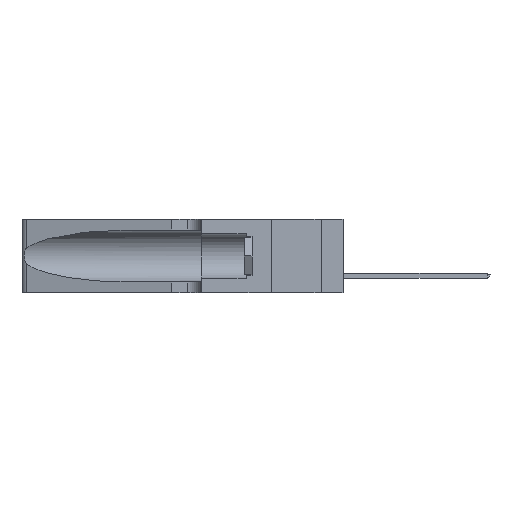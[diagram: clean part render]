
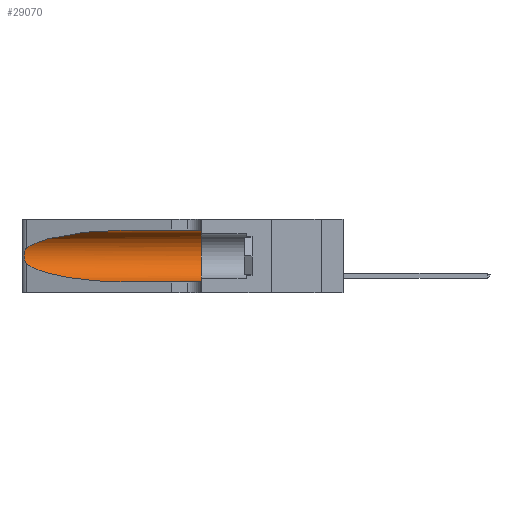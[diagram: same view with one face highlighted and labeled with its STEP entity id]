
A CAD part, left-side view. The second image highlights one B-rep face of the part: STEP entity #29070.
In plain terms, the highlighted cylindrical face has radius 3.308 mm (diameter 6.617 mm), a partial arc.
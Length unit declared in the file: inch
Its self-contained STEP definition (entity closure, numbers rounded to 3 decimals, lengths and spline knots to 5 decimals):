
#450 = VERTEX_POINT ( 'NONE', #6176 ) ;
#2219 = CARTESIAN_POINT ( 'NONE',  ( 0.25487, 1.22718, 0.22369 ) ) ;
#2616 =( BOUNDED_CURVE ( )  B_SPLINE_CURVE ( 3, ( #25995, #43228, #27268, #35454 ),
 .UNSPECIFIED., .F., .T. ) 
 B_SPLINE_CURVE_WITH_KNOTS ( ( 4, 4 ),
 ( 3.44316, 4.71239 ),
 .UNSPECIFIED. ) 
 CURVE ( )  GEOMETRIC_REPRESENTATION_ITEM ( )  RATIONAL_B_SPLINE_CURVE ( ( 1., 0.87, 0.87, 1. ) ) 
 REPRESENTATION_ITEM ( '' )  );
#2717 = VERTEX_POINT ( 'NONE', #43712 ) ;
#2820 = DIRECTION ( 'NONE',  ( 0., 0., -1. ) ) ;
#3101 = CARTESIAN_POINT ( 'NONE',  ( 0.18966, 0.96281, 0.31525 ) ) ;
#5011 = CARTESIAN_POINT ( 'NONE',  ( 0.25487, 1.22718, 0.22369 ) ) ;
#5441 = ORIENTED_EDGE ( 'NONE', *, *, #33730, .T. ) ;
#5460 = ORIENTED_EDGE ( 'NONE', *, *, #32835, .T. ) ;
#5938 = CARTESIAN_POINT ( 'NONE',  ( 0.25639, 1.23186, 0.15144 ) ) ;
#6176 = CARTESIAN_POINT ( 'NONE',  ( 0.1305, 0.72297, 0.31525 ) ) ;
#6302 = CARTESIAN_POINT ( 'NONE',  ( 0.26075, 1.23896, 0.19203 ) ) ;
#7112 = AXIS2_PLACEMENT_3D ( 'NONE', #22863, #7359, #26730 ) ;
#7359 = DIRECTION ( 'NONE',  ( 0., 1., 0. ) ) ;
#8374 = FACE_OUTER_BOUND ( 'NONE', #50011, .T. ) ;
#10175 = VERTEX_POINT ( 'NONE', #22516 ) ;
#10180 = CARTESIAN_POINT ( 'NONE',  ( 0.25789, 1.23486, 0.15765 ) ) ;
#11349 = CARTESIAN_POINT ( 'NONE',  ( 0.25487, 1.22718, 0.22369 ) ) ;
#11585 =( BOUNDED_CURVE ( )  B_SPLINE_CURVE ( 3, ( #38105, #3101, #30192, #11349 ),
 .UNSPECIFIED., .F., .F. ) 
 B_SPLINE_CURVE_WITH_KNOTS ( ( 4, 4 ),
 ( 1.5708, 2.84003 ),
 .UNSPECIFIED. ) 
 CURVE ( )  GEOMETRIC_REPRESENTATION_ITEM ( )  RATIONAL_B_SPLINE_CURVE ( ( 1., 0.87, 0.87, 1. ) ) 
 REPRESENTATION_ITEM ( '' )  );
#12567 = ORIENTED_EDGE ( 'NONE', *, *, #13907, .F. ) ;
#13309 = CARTESIAN_POINT ( 'NONE',  ( 0.26075, 1.23896, 0.178 ) ) ;
#13862 = CARTESIAN_POINT ( 'NONE',  ( 0.25487, 1.22718, 0.14631 ) ) ;
#13907 = EDGE_CURVE ( 'NONE', #450, #22534, #18327, .T. ) ;
#14685 = AXIS2_PLACEMENT_3D ( 'NONE', #18320, #26064, #2820 ) ;
#14739 = CARTESIAN_POINT ( 'NONE',  ( 0.25555, 1.22993, 0.14849 ) ) ;
#15521 = VECTOR ( 'NONE', #28448, 39.37008 ) ;
#17711 = CARTESIAN_POINT ( 'NONE',  ( 0.1305, 1.61858, 0.31525 ) ) ;
#17727 = CARTESIAN_POINT ( 'NONE',  ( 0.26018, 1.23835, 0.19895 ) ) ;
#18320 = CARTESIAN_POINT ( 'NONE',  ( 0.1305, 1.61858, 0.185 ) ) ;
#18327 = LINE ( 'NONE', #17711, #44868 ) ;
#18384 = B_SPLINE_CURVE_WITH_KNOTS ( 'NONE', 3,
 ( #2219, #28978, #40465, #36903, #48224, #17727, #6302, #13309, #25163, #48591, #10180, #5938, #14739, #13862 ),
 .UNSPECIFIED., .F., .F.,
 ( 4, 2, 2, 2, 2, 2, 4 ),
 ( 0., 0.00027, 0.00053, 0.00107, 0.0016, 0.00187, 0.00214 ),
 .UNSPECIFIED. ) ;
#22516 = CARTESIAN_POINT ( 'NONE',  ( 0.1305, 0.35, 0.05475 ) ) ;
#22534 = VERTEX_POINT ( 'NONE', #49297 ) ;
#22863 = CARTESIAN_POINT ( 'NONE',  ( 0.1305, 0.35, 0.185 ) ) ;
#25163 = CARTESIAN_POINT ( 'NONE',  ( 0.26017, 1.23833, 0.17102 ) ) ;
#25812 = LINE ( 'NONE', #40122, #15521 ) ;
#25818 = DIRECTION ( 'NONE',  ( 0., -1., 0. ) ) ;
#25938 = ORIENTED_EDGE ( 'NONE', *, *, #38445, .T. ) ;
#25995 = CARTESIAN_POINT ( 'NONE',  ( 0.25487, 1.22718, 0.14631 ) ) ;
#26064 = DIRECTION ( 'NONE',  ( 0., -1., 0. ) ) ;
#26730 = DIRECTION ( 'NONE',  ( 0., 0., 1. ) ) ;
#27268 = CARTESIAN_POINT ( 'NONE',  ( 0.18966, 0.96281, 0.05475 ) ) ;
#28448 = DIRECTION ( 'NONE',  ( 0., -1., 0. ) ) ;
#28978 = CARTESIAN_POINT ( 'NONE',  ( 0.25555, 1.22994, 0.2215 ) ) ;
#29070 = ADVANCED_FACE ( 'NONE', ( #8374 ), #48172, .F. ) ;
#30192 = CARTESIAN_POINT ( 'NONE',  ( 0.2373, 1.15595, 0.28018 ) ) ;
#32835 = EDGE_CURVE ( 'NONE', #450, #48313, #11585, .T. ) ;
#33725 = VERTEX_POINT ( 'NONE', #39461 ) ;
#33730 = EDGE_CURVE ( 'NONE', #33725, #10175, #25812, .T. ) ;
#35454 = CARTESIAN_POINT ( 'NONE',  ( 0.1305, 0.72297, 0.05475 ) ) ;
#36903 = CARTESIAN_POINT ( 'NONE',  ( 0.25787, 1.23484, 0.2124 ) ) ;
#37191 = CIRCLE ( 'NONE', #7112, 0.13025 ) ;
#38105 = CARTESIAN_POINT ( 'NONE',  ( 0.1305, 0.72297, 0.31525 ) ) ;
#38445 = EDGE_CURVE ( 'NONE', #2717, #33725, #2616, .T. ) ;
#39461 = CARTESIAN_POINT ( 'NONE',  ( 0.1305, 0.72297, 0.05475 ) ) ;
#40122 = CARTESIAN_POINT ( 'NONE',  ( 0.1305, 1.61858, 0.05475 ) ) ;
#40465 = CARTESIAN_POINT ( 'NONE',  ( 0.25639, 1.23184, 0.21858 ) ) ;
#43228 = CARTESIAN_POINT ( 'NONE',  ( 0.2373, 1.15595, 0.08982 ) ) ;
#43712 = CARTESIAN_POINT ( 'NONE',  ( 0.25487, 1.22718, 0.14631 ) ) ;
#44851 = EDGE_CURVE ( 'NONE', #22534, #10175, #37191, .T. ) ;
#44868 = VECTOR ( 'NONE', #25818, 39.37008 ) ;
#48172 = CYLINDRICAL_SURFACE ( 'NONE', #14685, 0.13025 ) ;
#48224 = CARTESIAN_POINT ( 'NONE',  ( 0.25854, 1.2359, 0.20912 ) ) ;
#48229 = ORIENTED_EDGE ( 'NONE', *, *, #44851, .F. ) ;
#48313 = VERTEX_POINT ( 'NONE', #5011 ) ;
#48591 = CARTESIAN_POINT ( 'NONE',  ( 0.25856, 1.23593, 0.16098 ) ) ;
#48741 = ORIENTED_EDGE ( 'NONE', *, *, #49056, .T. ) ;
#49056 = EDGE_CURVE ( 'NONE', #48313, #2717, #18384, .T. ) ;
#49297 = CARTESIAN_POINT ( 'NONE',  ( 0.1305, 0.35, 0.31525 ) ) ;
#50011 = EDGE_LOOP ( 'NONE', ( #5460, #48741, #25938, #5441, #48229, #12567 ) ) ;
